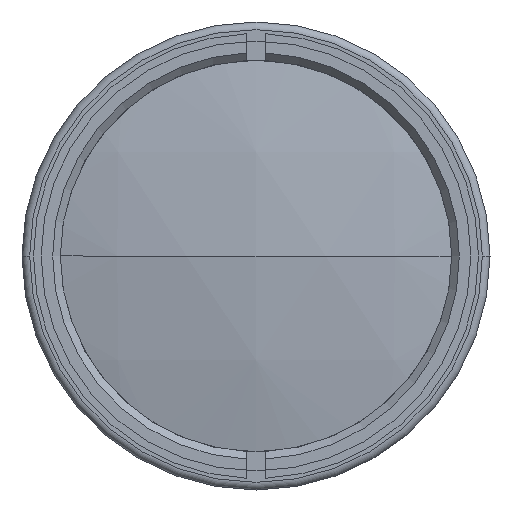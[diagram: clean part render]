
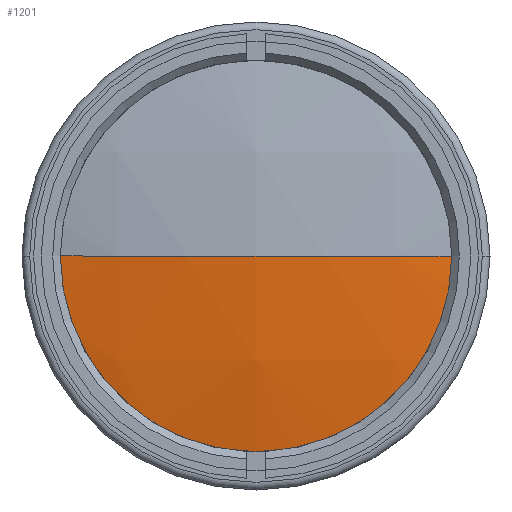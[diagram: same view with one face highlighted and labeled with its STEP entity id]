
A CAD part, left-side view. The second image highlights one B-rep face of the part: STEP entity #1201.
In plain terms, the highlighted spherical face has radius 124 mm.
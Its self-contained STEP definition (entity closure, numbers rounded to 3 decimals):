
#21 = DIRECTION ( 'NONE',  ( -1., 0., 0. ) ) ;
#93 = CARTESIAN_POINT ( 'NONE',  ( 16.66, 0., 0. ) ) ;
#219 = VERTEX_POINT ( 'NONE', #2086 ) ;
#492 = DIRECTION ( 'NONE',  ( 0., 0., -1. ) ) ;
#736 = CIRCLE ( 'NONE', #1698, 124. ) ;
#913 = ORIENTED_EDGE ( 'NONE', *, *, #3800, .F. ) ;
#1010 = VERTEX_POINT ( 'NONE', #4243 ) ;
#1130 = SPHERICAL_SURFACE ( 'NONE', #2622, 124. ) ;
#1192 = VERTEX_POINT ( 'NONE', #3218 ) ;
#1201 = ADVANCED_FACE ( 'NONE', ( #1439 ), #1130, .T. ) ;
#1301 = CIRCLE ( 'NONE', #3738, 124. ) ;
#1439 = FACE_OUTER_BOUND ( 'NONE', #1446, .T. ) ;
#1446 = EDGE_LOOP ( 'NONE', ( #3743, #3132, #913 ) ) ;
#1698 = AXIS2_PLACEMENT_3D ( 'NONE', #93, #4069, #3425 ) ;
#1785 = CARTESIAN_POINT ( 'NONE',  ( 16.66, 0., 0. ) ) ;
#1890 = EDGE_CURVE ( 'NONE', #1192, #219, #736, .T. ) ;
#2086 = CARTESIAN_POINT ( 'NONE',  ( -107.34, 0., 0. ) ) ;
#2422 = AXIS2_PLACEMENT_3D ( 'NONE', #3607, #21, #3003 ) ;
#2622 = AXIS2_PLACEMENT_3D ( 'NONE', #1785, #492, #3064 ) ;
#3003 = DIRECTION ( 'NONE',  ( 0., 0., 1. ) ) ;
#3064 = DIRECTION ( 'NONE',  ( 0., 1., 0. ) ) ;
#3132 = ORIENTED_EDGE ( 'NONE', *, *, #1890, .T. ) ;
#3218 = CARTESIAN_POINT ( 'NONE',  ( -104.365, -27., 0. ) ) ;
#3360 = CARTESIAN_POINT ( 'NONE',  ( 16.66, 0., 0. ) ) ;
#3425 = DIRECTION ( 'NONE',  ( 0., 1., 0. ) ) ;
#3512 = DIRECTION ( 'NONE',  ( 0., -1., 0. ) ) ;
#3538 = CIRCLE ( 'NONE', #2422, 27. ) ;
#3607 = CARTESIAN_POINT ( 'NONE',  ( -104.365, 0., 0. ) ) ;
#3738 = AXIS2_PLACEMENT_3D ( 'NONE', #3360, #3818, #3512 ) ;
#3743 = ORIENTED_EDGE ( 'NONE', *, *, #4107, .T. ) ;
#3800 = EDGE_CURVE ( 'NONE', #1010, #219, #1301, .T. ) ;
#3818 = DIRECTION ( 'NONE',  ( 0., 0., 1. ) ) ;
#4069 = DIRECTION ( 'NONE',  ( 0., 0., -1. ) ) ;
#4107 = EDGE_CURVE ( 'NONE', #1010, #1192, #3538, .T. ) ;
#4243 = CARTESIAN_POINT ( 'NONE',  ( -104.365, 27., 0. ) ) ;
